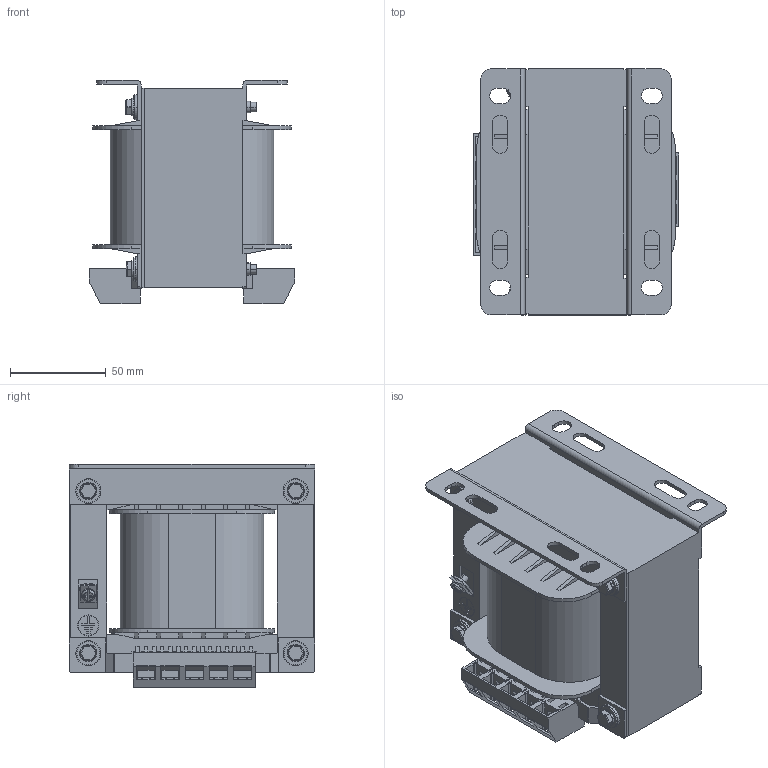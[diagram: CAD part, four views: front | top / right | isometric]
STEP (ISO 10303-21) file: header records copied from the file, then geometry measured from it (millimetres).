
FILE_DESCRIPTION((''),'2;1');
FILE_NAME('NDK-250_ASM_ASM','2018-04-25T',('jghua'),(''),'CREO PARAMETRIC BY PTC INC, 2014440','CREO PARAMETRIC BY PTC INC, 2014440','');
FILE_SCHEMA(('CONFIG_CONTROL_DESIGN'));
Length unit declared in the file: millimetre
Products named in the file (1): NDK-250_ASM_ASM
Bounding box: 107 x 128 x 116.5 mm (x, y, z)
Volume: 816519.1 mm3; surface area: 156287.2 mm2
Topology: 1 solids, 21 shells, 1892 faces, 5248 edges, 3373 vertices
Faces by surface type: plane 1545, cylinder 317, bspline 24, torus 6
Entity records: 60860 total; most frequent: CARTESIAN_POINT 12114, ORIENTED_EDGE 10496, DIRECTION 9503, EDGE_CURVE 5248, VECTOR 4517, LINE 4517, VERTEX_POINT 3373, AXIS2_PLACEMENT_3D 2493
